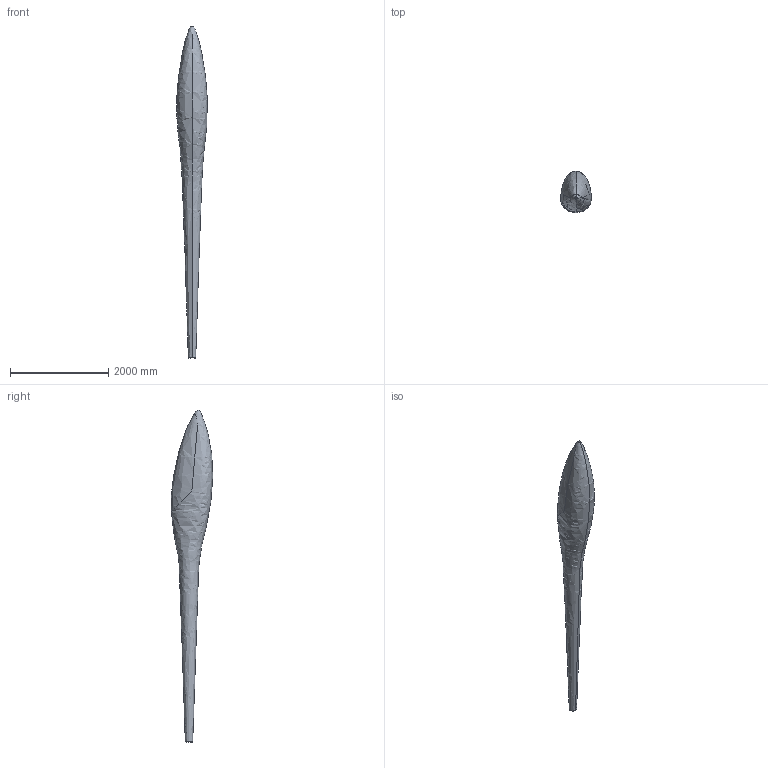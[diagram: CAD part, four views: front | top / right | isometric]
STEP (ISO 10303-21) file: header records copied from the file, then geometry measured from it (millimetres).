
FILE_DESCRIPTION (( 'STEP AP203' ), '1' );
FILE_NAME ('Rumpfstraak.STEP', '2013-03-22T14:24:23', ( 'Besitzer' ), ( '' ), 'SwSTEP 2.0', 'SolidWorks 2012', '' );
FILE_SCHEMA (( 'CONFIG_CONTROL_DESIGN' ));
Length unit declared in the file: millimetre
Products named in the file (1): Rumpfstraak
Bounding box: 620.43 x 842 x 6747 mm (x, y, z)
Surface area: 8601888.2 mm2 (no closed solid volume)
Topology: 0 solids, 1 shells, 5 faces, 19 edges, 14 vertices
Faces by surface type: bspline 5
Entity records: 19014 total; most frequent: CARTESIAN_POINT 18826, ORIENTED_EDGE 32, EDGE_CURVE 19, B_SPLINE_CURVE_WITH_KNOTS 19, VERTEX_POINT 14, PERSON_AND_ORGANIZATION 8, ADVANCED_FACE 5, CC_DESIGN_PERSON_AND_ORGANIZATION_ASSIGNMENT 5
